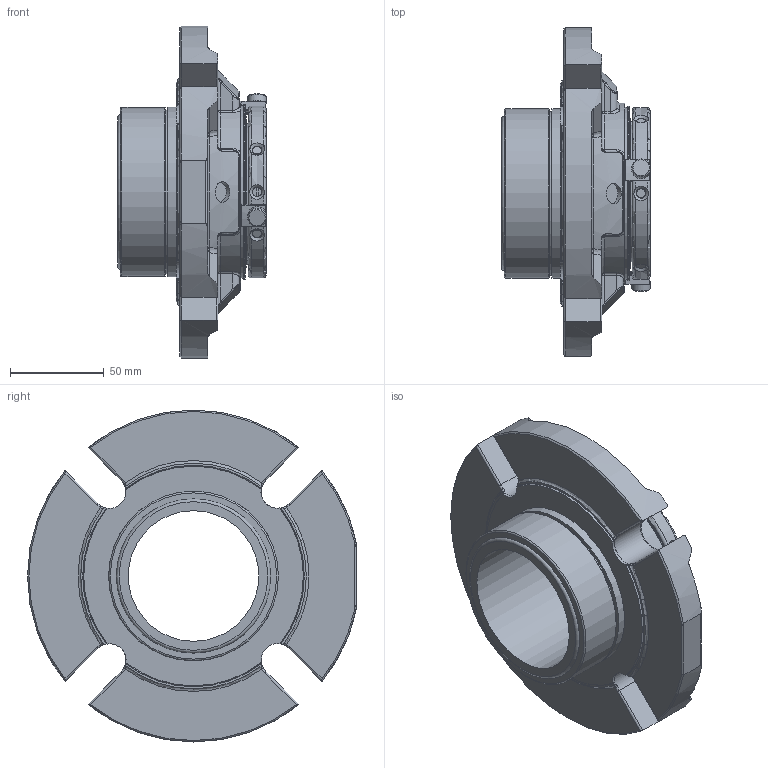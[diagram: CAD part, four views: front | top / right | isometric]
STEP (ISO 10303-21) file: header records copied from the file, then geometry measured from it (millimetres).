
FILE_DESCRIPTION(/* description */ ('Unknown'),/* implementation_level */ '2;1');
FILE_NAME(/* name */ '2.750',/* time_stamp */ '2023-02-15T16:05:08+00:00',/* author */ ('Unknown'),/* organization */ ('Unknown'),/* preprocessor_version */ 'ST-DEVELOPER v16.7',/* originating_system */ 'Solid Edge',/* authorisation */ 'Unknown');
FILE_SCHEMA (('AUTOMOTIVE_DESIGN {1 0 10303 214 3 1 1}'));
Length unit declared in the file: millimetre
Products named in the file (1): 2.750
Bounding box: 79.64 x 175.92 x 177.55 mm (x, y, z)
Volume: 536166.4 mm3; surface area: 93955.4 mm2
Topology: 1 solids, 1 shells, 621 faces, 1632 edges, 1033 vertices
Faces by surface type: plane 231, cylinder 164, bspline 89, torus 79, cone 42, sphere 16
Full cylindrical faces by diameter (mm): 3.761 x1, 4.917 x2, 6 x3, 10 x3, 10.998 x3, 69.85 x1, 73 x1, 80.95 x1, 82.525 x1, 87.478 x1, 90.475 x1, 90.805 x1, 92.024 x1, 93.548 x1
Entity records: 26215 total; most frequent: CARTESIAN_POINT 7802, ORIENTED_EDGE 3072, DIRECTION 2661, EDGE_CURVE 1536, AXIS2_PLACEMENT_3D 1056, VERTEX_POINT 994, EDGE_LOOP 724, FACE_BOUND 724
